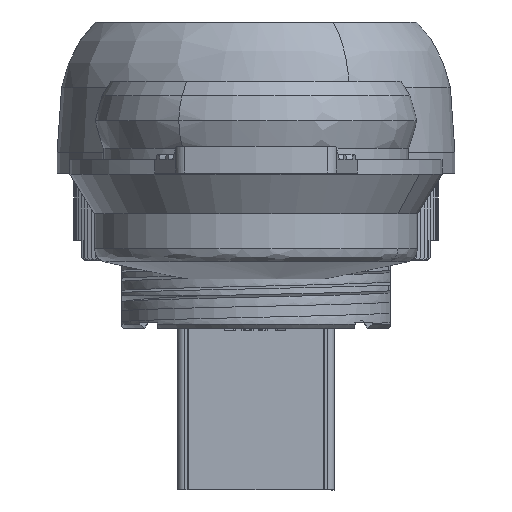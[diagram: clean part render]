
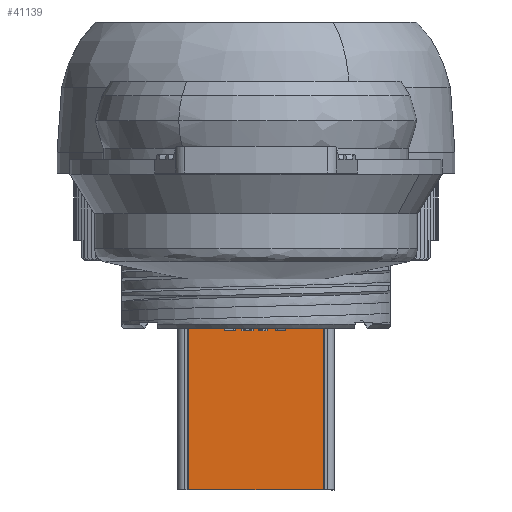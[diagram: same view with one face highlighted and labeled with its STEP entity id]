
A CAD part, front view. The second image highlights one B-rep face of the part: STEP entity #41139.
In plain terms, the highlighted planar face has unit normal (0, -1, 0).
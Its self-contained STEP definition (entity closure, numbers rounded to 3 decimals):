
#1302 = CARTESIAN_POINT ( 'NONE',  ( 0., -6.61, -26.7 ) ) ;
#4518 = DIRECTION ( 'NONE',  ( 1., 0., 0. ) ) ;
#5037 = DIRECTION ( 'NONE',  ( 0., 0., -1. ) ) ;
#6905 = DIRECTION ( 'NONE',  ( -1., 0., 0. ) ) ;
#8722 = EDGE_LOOP ( 'NONE', ( #30551, #36583, #27662, #17028 ) ) ;
#17028 = ORIENTED_EDGE ( 'NONE', *, *, #33902, .F. ) ;
#19787 = CARTESIAN_POINT ( 'NONE',  ( 5., -6.61, -14.7 ) ) ;
#21520 = LINE ( 'NONE', #65477, #32785 ) ;
#22804 = VECTOR ( 'NONE', #6905, 1000. ) ;
#24857 = VECTOR ( 'NONE', #71241, 1000. ) ;
#25379 = DIRECTION ( 'NONE',  ( 0., 0., -1. ) ) ;
#27164 = CARTESIAN_POINT ( 'NONE',  ( 5., -6.61, -26.7 ) ) ;
#27662 = ORIENTED_EDGE ( 'NONE', *, *, #34910, .T. ) ;
#28860 = EDGE_CURVE ( 'NONE', #43993, #33745, #69024, .T. ) ;
#30551 = ORIENTED_EDGE ( 'NONE', *, *, #28860, .T. ) ;
#32321 = CARTESIAN_POINT ( 'NONE',  ( 5., -6.61, -14.7 ) ) ;
#32785 = VECTOR ( 'NONE', #4518, 1000. ) ;
#33745 = VERTEX_POINT ( 'NONE', #47772 ) ;
#33902 = EDGE_CURVE ( 'NONE', #43993, #59130, #21520, .T. ) ;
#34910 = EDGE_CURVE ( 'NONE', #64627, #59130, #67475, .T. ) ;
#36583 = ORIENTED_EDGE ( 'NONE', *, *, #47437, .F. ) ;
#41139 = ADVANCED_FACE ( 'NONE', ( #60002 ), #69616, .T. ) ;
#43636 = CARTESIAN_POINT ( 'NONE',  ( -5., -6.61, -14.7 ) ) ;
#43993 = VERTEX_POINT ( 'NONE', #68778 ) ;
#47308 = CARTESIAN_POINT ( 'NONE',  ( 5., -6.61, -14.7 ) ) ;
#47437 = EDGE_CURVE ( 'NONE', #64627, #33745, #67148, .T. ) ;
#47772 = CARTESIAN_POINT ( 'NONE',  ( -5., -6.61, -26.7 ) ) ;
#58671 = DIRECTION ( 'NONE',  ( 0., -1., 0. ) ) ;
#59130 = VERTEX_POINT ( 'NONE', #47308 ) ;
#60002 = FACE_OUTER_BOUND ( 'NONE', #8722, .T. ) ;
#64627 = VERTEX_POINT ( 'NONE', #27164 ) ;
#65477 = CARTESIAN_POINT ( 'NONE',  ( 0., -6.61, -14.7 ) ) ;
#65539 = VECTOR ( 'NONE', #5037, 1000. ) ;
#66061 = AXIS2_PLACEMENT_3D ( 'NONE', #19787, #58671, #25379 ) ;
#67148 = LINE ( 'NONE', #1302, #22804 ) ;
#67475 = LINE ( 'NONE', #32321, #24857 ) ;
#68778 = CARTESIAN_POINT ( 'NONE',  ( -5., -6.61, -14.7 ) ) ;
#69024 = LINE ( 'NONE', #43636, #65539 ) ;
#69616 = PLANE ( 'NONE',  #66061 ) ;
#71241 = DIRECTION ( 'NONE',  ( 0., 0., 1. ) ) ;
